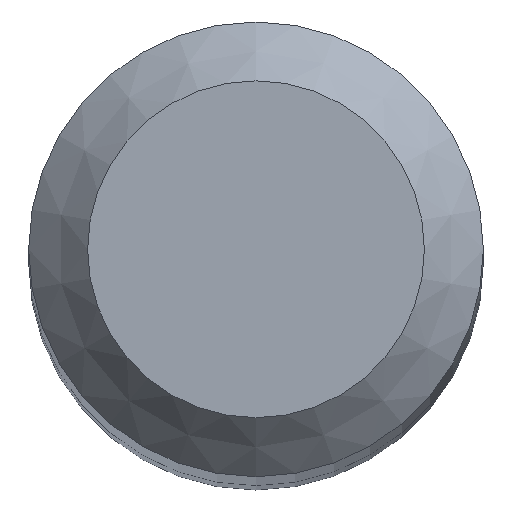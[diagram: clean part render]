
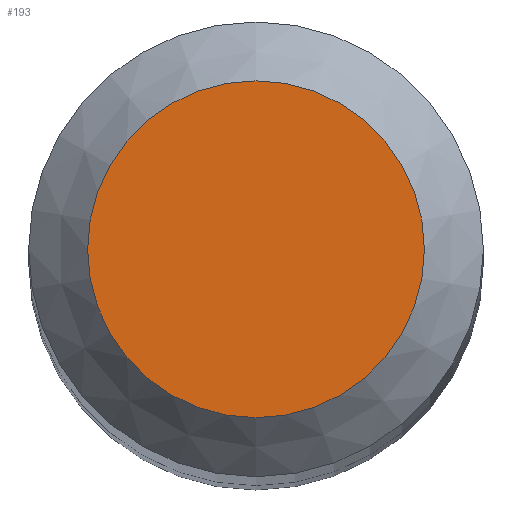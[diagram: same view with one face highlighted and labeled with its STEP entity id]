
A CAD part, top view. The second image highlights one B-rep face of the part: STEP entity #193.
In plain terms, the highlighted planar face has unit normal (0, 0, 1).
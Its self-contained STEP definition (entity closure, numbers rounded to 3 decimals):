
#8 = CIRCLE ( 'NONE', #131, 1. ) ;
#10 = CARTESIAN_POINT ( 'NONE',  ( 0., 0., 46. ) ) ;
#24 = DIRECTION ( 'NONE',  ( 0., 1., 0. ) ) ;
#27 = DIRECTION ( 'NONE',  ( 0., 0., -1. ) ) ;
#58 = AXIS2_PLACEMENT_3D ( 'NONE', #170, #27, #113 ) ;
#86 = DIRECTION ( 'NONE',  ( 0., 0., -1. ) ) ;
#100 = FACE_OUTER_BOUND ( 'NONE', #104, .T. ) ;
#104 = EDGE_LOOP ( 'NONE', ( #142 ) ) ;
#113 = DIRECTION ( 'NONE',  ( 0., 1., 0. ) ) ;
#129 = VERTEX_POINT ( 'NONE', #173 ) ;
#131 = AXIS2_PLACEMENT_3D ( 'NONE', #10, #86, #24 ) ;
#142 = ORIENTED_EDGE ( 'NONE', *, *, #174, .F. ) ;
#170 = CARTESIAN_POINT ( 'NONE',  ( 0., 0., 46. ) ) ;
#173 = CARTESIAN_POINT ( 'NONE',  ( 0., 1., 46. ) ) ;
#174 = EDGE_CURVE ( 'NONE', #129, #129, #8, .T. ) ;
#188 = PLANE ( 'NONE',  #58 ) ;
#193 = ADVANCED_FACE ( 'NONE', ( #100 ), #188, .F. ) ;
